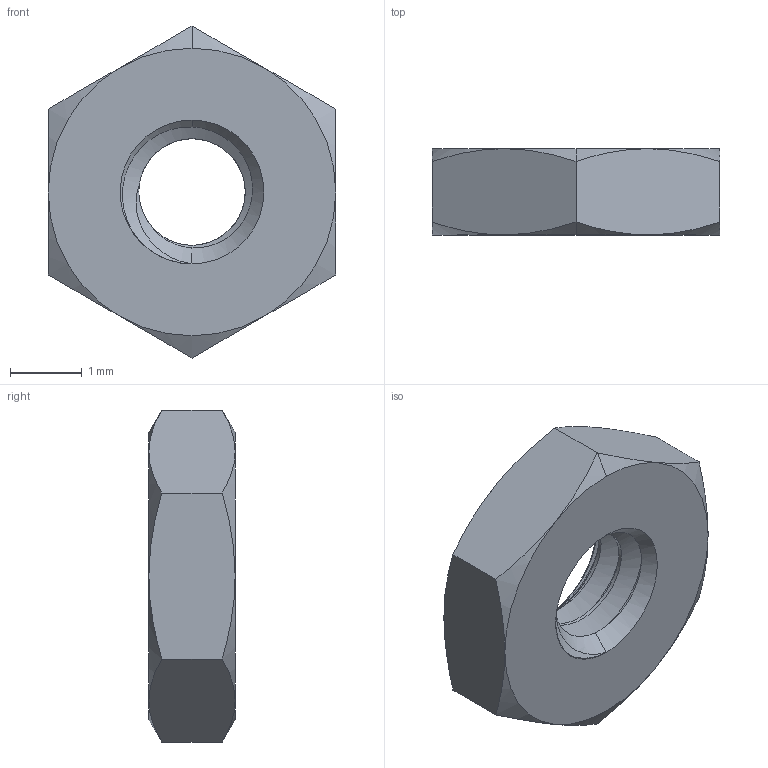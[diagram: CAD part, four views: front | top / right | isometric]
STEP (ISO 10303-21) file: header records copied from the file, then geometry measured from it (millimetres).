
FILE_DESCRIPTION (( 'STEP AP203' ), '1' );
FILE_NAME ('93935A305_Super-Corrosion-Resistant 316 Stainless Steel Thin Hex Nut.STEP', '2021-07-09T10:31:36', ( 'Administrator' ), ( 'Managed by Terraform' ), 'SwSTEP 2.0', 'SolidWorks 2017', '' );
FILE_SCHEMA (( 'CONFIG_CONTROL_DESIGN' ));
Length unit declared in the file: millimetre
Products named in the file (1): 93935A305_Super-Corrosion-Resistant 316 Stainless Steel Thin Hex Nut
Bounding box: 4 x 1.2 x 4.62 mm (x, y, z)
Volume: 13.5 mm3; surface area: 48 mm2
Topology: 1 solids, 1 shells, 38 faces, 88 edges, 52 vertices
Faces by surface type: cone 20, plane 8, cylinder 7, bspline 3
Entity records: 1612 total; most frequent: CARTESIAN_POINT 785, ORIENTED_EDGE 176, DIRECTION 130, EDGE_CURVE 88, AXIS2_PLACEMENT_3D 56, VERTEX_POINT 52, EDGE_LOOP 40, ADVANCED_FACE 38
